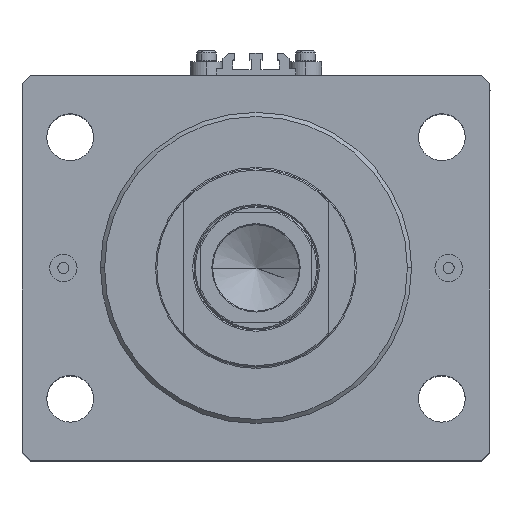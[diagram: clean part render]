
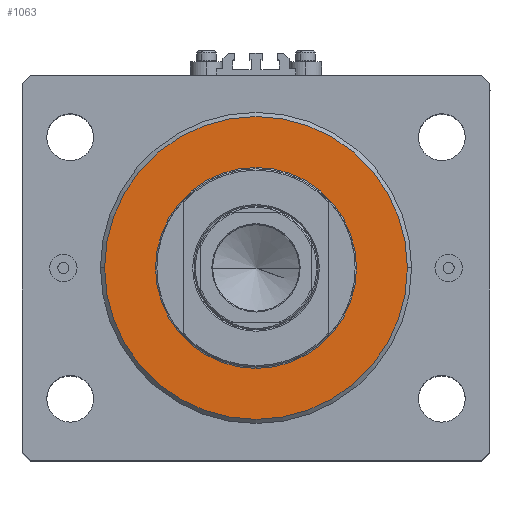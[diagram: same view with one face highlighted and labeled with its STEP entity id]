
A CAD part, top view. The second image highlights one B-rep face of the part: STEP entity #1063.
In plain terms, the highlighted face is planar.
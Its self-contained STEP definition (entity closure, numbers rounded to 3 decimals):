
#582 = VERTEX_POINT ( 'NONE', #44597 ) ;
#1063 = ADVANCED_FACE ( 'NONE', ( #33804, #5142 ), #16143, .F. ) ;
#1086 = DIRECTION ( 'NONE',  ( 0., 0., 1. ) ) ;
#1194 = EDGE_CURVE ( 'NONE', #39927, #3823, #31124, .T. ) ;
#1912 = EDGE_CURVE ( 'NONE', #36979, #582, #45626, .T. ) ;
#2895 = EDGE_LOOP ( 'NONE', ( #6512, #23995 ) ) ;
#3823 = VERTEX_POINT ( 'NONE', #14968 ) ;
#5142 = FACE_OUTER_BOUND ( 'NONE', #9633, .T. ) ;
#6512 = ORIENTED_EDGE ( 'NONE', *, *, #12151, .T. ) ;
#9223 = ORIENTED_EDGE ( 'NONE', *, *, #1194, .T. ) ;
#9323 = AXIS2_PLACEMENT_3D ( 'NONE', #31784, #13639, #42765 ) ;
#9633 = EDGE_LOOP ( 'NONE', ( #9223, #46162 ) ) ;
#9740 = AXIS2_PLACEMENT_3D ( 'NONE', #31636, #35676, #10137 ) ;
#9912 = CARTESIAN_POINT ( 'NONE',  ( 0., 0., 0. ) ) ;
#10137 = DIRECTION ( 'NONE',  ( 1., 0., 0. ) ) ;
#11059 = CARTESIAN_POINT ( 'NONE',  ( 0., 0., 0. ) ) ;
#11606 = CIRCLE ( 'NONE', #9323, 36.5 ) ;
#11769 = EDGE_CURVE ( 'NONE', #3823, #39927, #29789, .T. ) ;
#12151 = EDGE_CURVE ( 'NONE', #582, #36979, #11606, .T. ) ;
#13639 = DIRECTION ( 'NONE',  ( 0., 0., 1. ) ) ;
#14968 = CARTESIAN_POINT ( 'NONE',  ( -55., 0., 0. ) ) ;
#15098 = AXIS2_PLACEMENT_3D ( 'NONE', #40960, #1086, #19255 ) ;
#16143 = PLANE ( 'NONE',  #15098 ) ;
#17994 = DIRECTION ( 'NONE',  ( 0., 0., -1. ) ) ;
#18231 = DIRECTION ( 'NONE',  ( 1., 0., 0. ) ) ;
#19255 = DIRECTION ( 'NONE',  ( 1., 0., 0. ) ) ;
#20450 = AXIS2_PLACEMENT_3D ( 'NONE', #9912, #31869, #46420 ) ;
#23995 = ORIENTED_EDGE ( 'NONE', *, *, #1912, .T. ) ;
#25978 = AXIS2_PLACEMENT_3D ( 'NONE', #11059, #17994, #18231 ) ;
#29789 = CIRCLE ( 'NONE', #25978, 55. ) ;
#31124 = CIRCLE ( 'NONE', #9740, 55. ) ;
#31636 = CARTESIAN_POINT ( 'NONE',  ( 0., 0., 0. ) ) ;
#31784 = CARTESIAN_POINT ( 'NONE',  ( 0., 0., 0. ) ) ;
#31869 = DIRECTION ( 'NONE',  ( 0., 0., 1. ) ) ;
#33804 = FACE_BOUND ( 'NONE', #2895, .T. ) ;
#34612 = CARTESIAN_POINT ( 'NONE',  ( 55., 0., 0. ) ) ;
#35676 = DIRECTION ( 'NONE',  ( 0., 0., -1. ) ) ;
#36979 = VERTEX_POINT ( 'NONE', #41114 ) ;
#39927 = VERTEX_POINT ( 'NONE', #34612 ) ;
#40960 = CARTESIAN_POINT ( 'NONE',  ( 0., 0., 0. ) ) ;
#41114 = CARTESIAN_POINT ( 'NONE',  ( -36.5, 0., 0. ) ) ;
#42765 = DIRECTION ( 'NONE',  ( 1., 0., 0. ) ) ;
#44597 = CARTESIAN_POINT ( 'NONE',  ( 36.5, 0., 0. ) ) ;
#45626 = CIRCLE ( 'NONE', #20450, 36.5 ) ;
#46162 = ORIENTED_EDGE ( 'NONE', *, *, #11769, .T. ) ;
#46420 = DIRECTION ( 'NONE',  ( 1., 0., 0. ) ) ;
